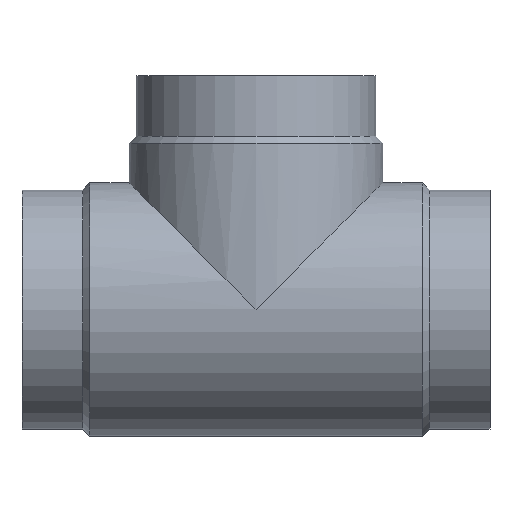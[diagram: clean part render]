
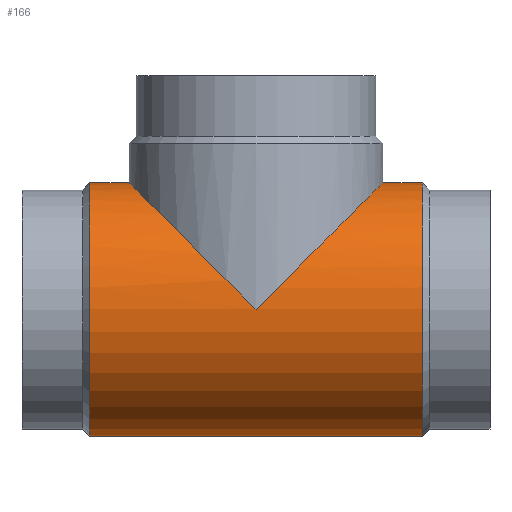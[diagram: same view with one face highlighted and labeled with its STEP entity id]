
A CAD part, top view. The second image highlights one B-rep face of the part: STEP entity #166.
In plain terms, the highlighted cylindrical face has radius 119.2 mm (diameter 238.4 mm), a partial arc.
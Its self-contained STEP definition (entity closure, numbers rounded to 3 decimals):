
#146 = EDGE_CURVE( '', #332, #160, #386, .T. );
#160 = VERTEX_POINT( '', #402 );
#166 = ADVANCED_FACE( '', ( #409 ), #410, .T. );
#178 = EDGE_CURVE( '', #296, #332, #424, .T. );
#220 = VERTEX_POINT( '', #470 );
#272 = VERTEX_POINT( '', #528 );
#282 = EDGE_CURVE( '', #160, #298, #541, .T. );
#290 = EDGE_CURVE( '', #314, #220, #550, .T. );
#296 = VERTEX_POINT( '', #557 );
#298 = VERTEX_POINT( '', #559 );
#306 = EDGE_CURVE( '', #272, #296, #568, .T. );
#308 = EDGE_CURVE( '', #298, #314, #570, .T. );
#314 = VERTEX_POINT( '', #576 );
#330 = EDGE_CURVE( '', #272, #220, #594, .T. );
#332 = VERTEX_POINT( '', #596 );
#386 = LINE( '', #651, #652 );
#402 = CARTESIAN_POINT( '', ( -100.8, 119.2, 0. ) );
#409 = FACE_OUTER_BOUND( '', #680, .T. );
#410 = CYLINDRICAL_SURFACE( '', #681, 119.2 );
#424 = CIRCLE( '', #698, 119.2 );
#470 = CARTESIAN_POINT( '', ( -376.3, 119.2, 0. ) );
#528 = CARTESIAN_POINT( '', ( -376.3, -119.2, 0. ) );
#541 = ELLIPSE( '', #850, 168.574, 119.2 );
#550 = LINE( '', #862, #863 );
#557 = CARTESIAN_POINT( '', ( -63.7, -119.2, 0. ) );
#559 = CARTESIAN_POINT( '', ( -220., 0., 119.2 ) );
#568 = LINE( '', #886, #887 );
#570 = ELLIPSE( '', #890, 168.574, 119.2 );
#576 = CARTESIAN_POINT( '', ( -339.2, 119.2, 0. ) );
#594 = CIRCLE( '', #923, 119.2 );
#596 = CARTESIAN_POINT( '', ( -63.7, 119.2, 0. ) );
#651 = CARTESIAN_POINT( '', ( -220., 119.2, 0. ) );
#652 = VECTOR( '', #972, 1. );
#680 = EDGE_LOOP( '', ( #1009, #1010, #1011, #1012, #1013, #1014, #1015 ) );
#681 = AXIS2_PLACEMENT_3D( '', #1016, #1017, #1018 );
#698 = AXIS2_PLACEMENT_3D( '', #1033, #1034, #1035 );
#850 = AXIS2_PLACEMENT_3D( '', #1171, #1172, #1173 );
#862 = CARTESIAN_POINT( '', ( -220., 119.2, 0. ) );
#863 = VECTOR( '', #1189, 1. );
#886 = CARTESIAN_POINT( '', ( -220., -119.2, 0. ) );
#887 = VECTOR( '', #1214, 1. );
#890 = AXIS2_PLACEMENT_3D( '', #1215, #1216, #1217 );
#923 = AXIS2_PLACEMENT_3D( '', #1250, #1251, #1252 );
#972 = DIRECTION( '', ( -1., 0., 0. ) );
#1009 = ORIENTED_EDGE( '', *, *, #146, .T. );
#1010 = ORIENTED_EDGE( '', *, *, #282, .T. );
#1011 = ORIENTED_EDGE( '', *, *, #308, .T. );
#1012 = ORIENTED_EDGE( '', *, *, #290, .T. );
#1013 = ORIENTED_EDGE( '', *, *, #330, .F. );
#1014 = ORIENTED_EDGE( '', *, *, #306, .T. );
#1015 = ORIENTED_EDGE( '', *, *, #178, .T. );
#1016 = CARTESIAN_POINT( '', ( -220., 0., 0. ) );
#1017 = DIRECTION( '', ( 1., 0., 0. ) );
#1018 = DIRECTION( '', ( 0., 1., 0. ) );
#1033 = CARTESIAN_POINT( '', ( -63.7, 0., 0. ) );
#1034 = DIRECTION( '', ( -1., 0., 0. ) );
#1035 = DIRECTION( '', ( 0., 1., 0. ) );
#1171 = CARTESIAN_POINT( '', ( -220., 0., 0. ) );
#1172 = DIRECTION( '', ( 0.707, -0.707, 0. ) );
#1173 = DIRECTION( '', ( 0.707, 0.707, 0. ) );
#1189 = DIRECTION( '', ( -1., 0., 0. ) );
#1214 = DIRECTION( '', ( 1., 0., 0. ) );
#1215 = CARTESIAN_POINT( '', ( -220., 0., 0. ) );
#1216 = DIRECTION( '', ( -0.707, -0.707, 0. ) );
#1217 = DIRECTION( '', ( 0.707, -0.707, 0. ) );
#1250 = CARTESIAN_POINT( '', ( -376.3, 0., 0. ) );
#1251 = DIRECTION( '', ( -1., 0., 0. ) );
#1252 = DIRECTION( '', ( 0., 1., 0. ) );
